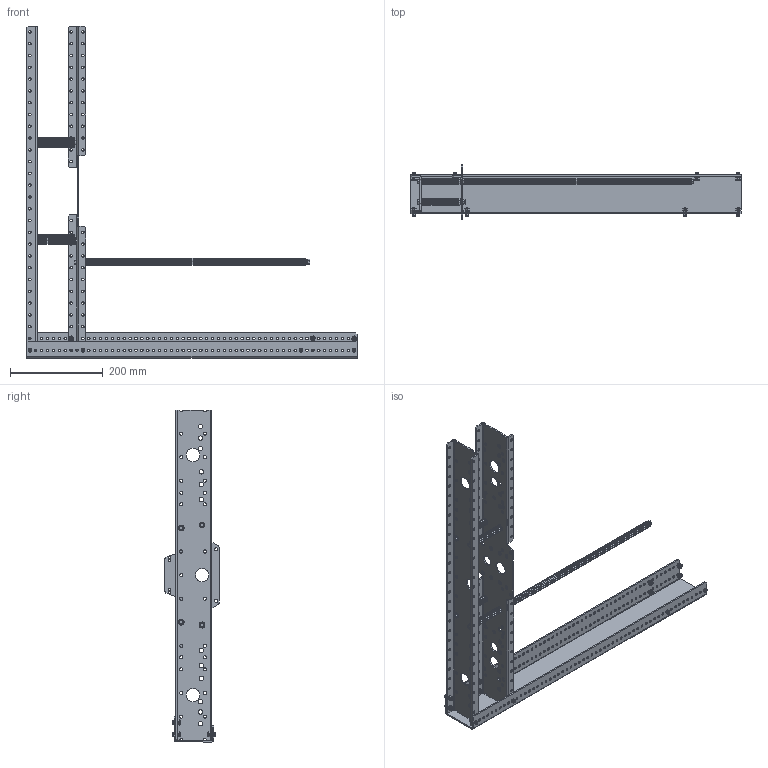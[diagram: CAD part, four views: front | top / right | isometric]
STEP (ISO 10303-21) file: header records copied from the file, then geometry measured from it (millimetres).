
FILE_DESCRIPTION (( 'STEP AP214' ), '1' );
FILE_NAME ('AM14U4 Square Frame Half.step', '2019-01-04T14:19:35', ( '' ), ( '' ), 'SwSTEP 2.0', 'SolidWorks 2018', '' );
FILE_SCHEMA (( 'AUTOMOTIVE_DESIGN' ));
Length unit declared in the file: inch
Products named in the file (10): am-1002 and am-1042 10-32 x 0500 and Nylock Nut Assembly; am-xxxx AM14U4 End Plate Square; 3.375in Churro; AM14U4 Square Frame Half; 10-32x0500_shcs_HX-SHCS 0.19-32x1.375x1-C; 19.25in Churro; FHTS 0.25-20-0.75_FHTS 0.25-20-G-0.75-C; am-xxxx AM14U4 Inside Plate Square; 10-32 Nylock Nut 1_90631A411; am-xxxx AM14U4 Outside Plate Square_DefaultSM-FLAT-PATTERN
Assembly tree (32 placements, depth 3):
  AM14U4 Square Frame Half
    am-xxxx AM14U4 End Plate Square
    am-xxxx AM14U4 Outside Plate Square_DefaultSM-FLAT-PATTERN
    am-xxxx AM14U4 Inside Plate Square
    am-1002 and am-1042 10-32 x 0500 and Nylock Nut Assembly  x12
      10-32x0500_shcs_HX-SHCS 0.19-32x1.375x1-C
      10-32 Nylock Nut 1_90631A411
    FHTS 0.25-20-0.75_FHTS 0.25-20-G-0.75-C  x10
    3.375in Churro  x4
    19.25in Churro
Bounding box: 711.2 x 116.33 x 715.14 mm (x, y, z)
Volume: 921348.8 mm3; surface area: 645917.3 mm2
Topology: 54 solids, 54 shells, 2704 faces, 6634 edges, 4092 vertices
Faces by surface type: cylinder 1334, plane 642, cone 632, torus 96
Entity records: 39540 total; most frequent: CARTESIAN_POINT 7178, DIRECTION 7107, ORIENTED_EDGE 6220, EDGE_CURVE 3110, AXIS2_PLACEMENT_3D 2927, VERTEX_POINT 2030, EDGE_LOOP 1904, CIRCLE 1786
